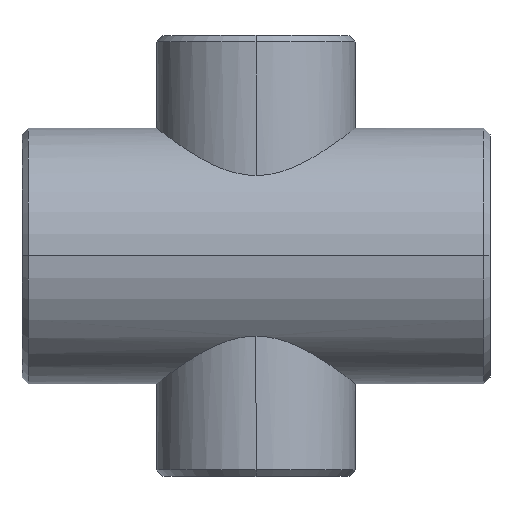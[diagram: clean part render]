
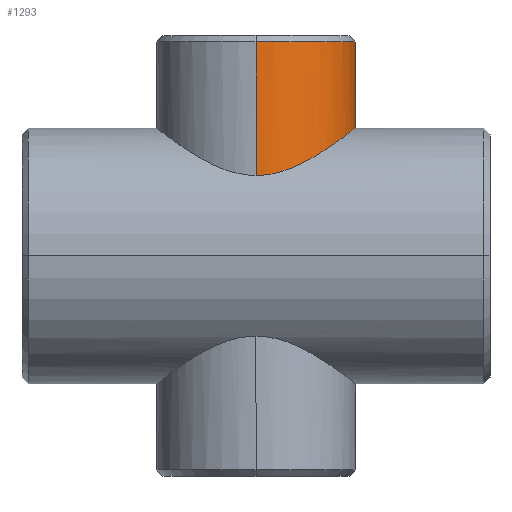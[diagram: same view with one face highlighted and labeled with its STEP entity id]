
A CAD part, top view. The second image highlights one B-rep face of the part: STEP entity #1293.
In plain terms, the highlighted cylindrical face has radius 44.45 mm (diameter 88.9 mm), a partial arc.
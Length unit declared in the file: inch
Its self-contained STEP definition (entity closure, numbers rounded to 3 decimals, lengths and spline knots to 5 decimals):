
#4 = CARTESIAN_POINT ( 'NONE',  ( 0.73559, 1.59393, 1.58814 ) ) ;
#10 = CARTESIAN_POINT ( 'NONE',  ( 0.7102, 1.58235, 1.59966 ) ) ;
#14 = CARTESIAN_POINT ( 'NONE',  ( 1.26588, 1.89796, 1.20864 ) ) ;
#19 = CARTESIAN_POINT ( 'NONE',  ( 1.70015, 2.21144, 0.41895 ) ) ;
#36 = CARTESIAN_POINT ( 'NONE',  ( 0., 1.41421, 1.75 ) ) ;
#43 = EDGE_LOOP ( 'NONE', ( #744, #945, #1092, #108 ) ) ;
#44 = CARTESIAN_POINT ( 'NONE',  ( 1.2675, 1.89886, -1.20787 ) ) ;
#59 = CARTESIAN_POINT ( 'NONE',  ( 0.47, 1.49002, -1.68596 ) ) ;
#62 = EDGE_CURVE ( 'NONE', #575, #74, #804, .T. ) ;
#74 = VERTEX_POINT ( 'NONE', #36 ) ;
#104 = CARTESIAN_POINT ( 'NONE',  ( 0.2406, 1.43011, 1.73744 ) ) ;
#108 = ORIENTED_EDGE ( 'NONE', *, *, #1029, .F. ) ;
#110 = CARTESIAN_POINT ( 'NONE',  ( 0.58011, 1.52772, 1.65204 ) ) ;
#114 = CARTESIAN_POINT ( 'NONE',  ( 1.14959, 1.82157, 1.32395 ) ) ;
#121 = CARTESIAN_POINT ( 'NONE',  ( 1.65827, 2.17941, 0.55991 ) ) ;
#128 = CARTESIAN_POINT ( 'NONE',  ( 0.38578, 1.46562, 1.70721 ) ) ;
#140 = CARTESIAN_POINT ( 'NONE',  ( 1.75006, 2.25005, -0.05824 ) ) ;
#148 = CARTESIAN_POINT ( 'NONE',  ( 1.55791, 2.10404, -0.79766 ) ) ;
#160 = CARTESIAN_POINT ( 'NONE',  ( 1.71855, 2.22562, 0.33163 ) ) ;
#221 = CARTESIAN_POINT ( 'NONE',  ( 0., 1.41421, -1.75 ) ) ;
#228 = CARTESIAN_POINT ( 'NONE',  ( 0.06122, 1.41421, -1.75 ) ) ;
#233 = CARTESIAN_POINT ( 'NONE',  ( 1.73333, 2.23706, 0.24282 ) ) ;
#243 = CARTESIAN_POINT ( 'NONE',  ( 0.49791, 1.49909, -1.67792 ) ) ;
#249 = CARTESIAN_POINT ( 'NONE',  ( 1.74704, 2.24769, -0.1182 ) ) ;
#254 = CARTESIAN_POINT ( 'NONE',  ( 0.24005, 1.43324, -1.73448 ) ) ;
#287 = VERTEX_POINT ( 'NONE', #906 ) ;
#296 = CARTESIAN_POINT ( 'NONE',  ( 0., 3.88, 0. ) ) ;
#301 = DIRECTION ( 'NONE',  ( 0., 0., -1. ) ) ;
#334 = CARTESIAN_POINT ( 'NONE',  ( 1.50326, 2.06384, -0.89774 ) ) ;
#340 = CARTESIAN_POINT ( 'NONE',  ( 1.72479, 2.23045, -0.29751 ) ) ;
#357 = CARTESIAN_POINT ( 'NONE',  ( 1.58335, 2.12295, -0.74588 ) ) ;
#406 = CARTESIAN_POINT ( 'NONE',  ( 1.55913, 2.10475, 0.80322 ) ) ;
#411 = CARTESIAN_POINT ( 'NONE',  ( 1.30326, 1.9231, 1.16823 ) ) ;
#413 = B_SPLINE_CURVE_WITH_KNOTS ( 'NONE', 3,
 ( #813, #601, #104, #128, #619, #1027, #1044, #110, #933, #10, #4, #504, #500, #920, #915, #1031, #114, #520, #14, #411, #939, #818, #833, #1251, #406, #1236, #418, #613, #121, #515, #19, #160, #865, #233, #1179, #634, #1061, #140, #249, #874, #855, #340, #960, #653, #1287, #1273, #357, #148, #545, #334, #968, #1265, #647, #553, #44, #745, #1167, #839, #527, #1052, #460, #533, #446, #243, #59, #754, #1160, #453, #254, #978, #228, #1073 ),
 .UNSPECIFIED., .F., .F.,
 ( 4, 2, 2, 2, 2, 2, 2, 2, 2, 2, 2, 2, 2, 2, 2, 2, 2, 2, 2, 2, 2, 2, 2, 2, 2, 2, 2, 2, 2, 2, 2, 2, 2, 2, 2, 4 ),
 ( 0.14607, 0.1552, 0.15748, 0.15977, 0.16433, 0.16661, 0.16889, 0.17346, 0.18259, 0.18487, 0.18715, 0.19172, 0.20085, 0.20313, 0.20541, 0.20997, 0.21226, 0.21454, 0.2191, 0.22367, 0.22595, 0.22823, 0.23736, 0.23964, 0.24192, 0.24649, 0.25105, 0.25562, 0.26475, 0.26931, 0.27387, 0.27844, 0.28072, 0.283, 0.28757, 0.29213 ),
 .UNSPECIFIED. ) ;
#418 = CARTESIAN_POINT ( 'NONE',  ( 1.62808, 2.15652, 0.64244 ) ) ;
#428 = EDGE_CURVE ( 'NONE', #287, #575, #1036, .T. ) ;
#446 = CARTESIAN_POINT ( 'NONE',  ( 0.58014, 1.52772, -1.65204 ) ) ;
#453 = CARTESIAN_POINT ( 'NONE',  ( 0.29842, 1.44428, -1.72537 ) ) ;
#454 = DIRECTION ( 'NONE',  ( 0., -1., 0. ) ) ;
#460 = CARTESIAN_POINT ( 'NONE',  ( 0.73595, 1.59357, -1.58871 ) ) ;
#500 = CARTESIAN_POINT ( 'NONE',  ( 0.8105, 1.62987, 1.55125 ) ) ;
#504 = CARTESIAN_POINT ( 'NONE',  ( 0.78572, 1.61767, 1.56395 ) ) ;
#515 = CARTESIAN_POINT ( 'NONE',  ( 1.68504, 2.19983, 0.476 ) ) ;
#520 = CARTESIAN_POINT ( 'NONE',  ( 1.24681, 1.88529, 1.2283 ) ) ;
#527 = CARTESIAN_POINT ( 'NONE',  ( 0.8829, 1.66666, -1.51197 ) ) ;
#533 = CARTESIAN_POINT ( 'NONE',  ( 0.63311, 1.54877, -1.63242 ) ) ;
#545 = CARTESIAN_POINT ( 'NONE',  ( 1.54464, 2.09424, -0.82304 ) ) ;
#553 = CARTESIAN_POINT ( 'NONE',  ( 1.30491, 1.92409, -1.1674 ) ) ;
#563 = AXIS2_PLACEMENT_3D ( 'NONE', #296, #698, #301 ) ;
#575 = VERTEX_POINT ( 'NONE', #955 ) ;
#601 = CARTESIAN_POINT ( 'NONE',  ( 0.12185, 1.41421, 1.75 ) ) ;
#613 = CARTESIAN_POINT ( 'NONE',  ( 1.64866, 2.1721, 0.5876 ) ) ;
#619 = CARTESIAN_POINT ( 'NONE',  ( 0.41441, 1.47344, 1.70047 ) ) ;
#634 = CARTESIAN_POINT ( 'NONE',  ( 1.74678, 2.2475, 0.12217 ) ) ;
#647 = CARTESIAN_POINT ( 'NONE',  ( 1.37643, 1.97329, -1.08214 ) ) ;
#653 = CARTESIAN_POINT ( 'NONE',  ( 1.68886, 2.20273, -0.47393 ) ) ;
#698 = DIRECTION ( 'NONE',  ( 0., -1., 0. ) ) ;
#729 = CARTESIAN_POINT ( 'NONE',  ( 0., 3.88, -1.75 ) ) ;
#738 = CARTESIAN_POINT ( 'NONE',  ( 0., 3.76767, 0. ) ) ;
#744 = ORIENTED_EDGE ( 'NONE', *, *, #428, .T. ) ;
#745 = CARTESIAN_POINT ( 'NONE',  ( 1.1507, 1.82227, -1.32301 ) ) ;
#754 = CARTESIAN_POINT ( 'NONE',  ( 0.41328, 1.47311, -1.70075 ) ) ;
#804 = LINE ( 'NONE', #1158, #1060 ) ;
#813 = CARTESIAN_POINT ( 'NONE',  ( 0., 1.41421, 1.75 ) ) ;
#818 = CARTESIAN_POINT ( 'NONE',  ( 1.37521, 1.97244, 1.08368 ) ) ;
#833 = CARTESIAN_POINT ( 'NONE',  ( 1.4089, 1.99612, 1.03953 ) ) ;
#839 = CARTESIAN_POINT ( 'NONE',  ( 0.93026, 1.69233, -1.48328 ) ) ;
#855 = CARTESIAN_POINT ( 'NONE',  ( 1.73403, 2.2376, -0.23782 ) ) ;
#865 = CARTESIAN_POINT ( 'NONE',  ( 1.72397, 2.22981, 0.30223 ) ) ;
#874 = CARTESIAN_POINT ( 'NONE',  ( 1.73786, 2.24057, -0.20794 ) ) ;
#906 = CARTESIAN_POINT ( 'NONE',  ( 0., 3.76767, -1.75 ) ) ;
#915 = CARTESIAN_POINT ( 'NONE',  ( 0.93045, 1.69244, 1.48314 ) ) ;
#920 = CARTESIAN_POINT ( 'NONE',  ( 0.88362, 1.66704, 1.51155 ) ) ;
#933 = CARTESIAN_POINT ( 'NONE',  ( 0.63298, 1.54871, 1.63247 ) ) ;
#939 = CARTESIAN_POINT ( 'NONE',  ( 1.32162, 1.93559, 1.14743 ) ) ;
#945 = ORIENTED_EDGE ( 'NONE', *, *, #62, .T. ) ;
#946 = LINE ( 'NONE', #729, #980 ) ;
#954 = DIRECTION ( 'NONE',  ( 0., -1., 0. ) ) ;
#955 = CARTESIAN_POINT ( 'NONE',  ( 0., 3.76767, 1.75 ) ) ;
#960 = CARTESIAN_POINT ( 'NONE',  ( 1.71938, 2.22627, -0.32729 ) ) ;
#968 = CARTESIAN_POINT ( 'NONE',  ( 1.47358, 2.04229, -0.94562 ) ) ;
#978 = CARTESIAN_POINT ( 'NONE',  ( 0.12147, 1.4182, -1.7468 ) ) ;
#980 = VECTOR ( 'NONE', #954, 39.37008 ) ;
#1001 = VERTEX_POINT ( 'NONE', #221 ) ;
#1007 = EDGE_CURVE ( 'NONE', #74, #1001, #413, .T. ) ;
#1019 = AXIS2_PLACEMENT_3D ( 'NONE', #738, #454, #1281 ) ;
#1027 = CARTESIAN_POINT ( 'NONE',  ( 0.47067, 1.49024, 1.68577 ) ) ;
#1029 = EDGE_CURVE ( 'NONE', #287, #1001, #946, .T. ) ;
#1031 = CARTESIAN_POINT ( 'NONE',  ( 1.06591, 1.76936, 1.39218 ) ) ;
#1036 = CIRCLE ( 'NONE', #1019, 1.75 ) ;
#1044 = CARTESIAN_POINT ( 'NONE',  ( 0.49834, 1.49923, 1.67779 ) ) ;
#1052 = CARTESIAN_POINT ( 'NONE',  ( 0.78583, 1.61734, -1.56462 ) ) ;
#1060 = VECTOR ( 'NONE', #1248, 39.37008 ) ;
#1061 = CARTESIAN_POINT ( 'NONE',  ( 1.74994, 2.24995, 0.06195 ) ) ;
#1073 = CARTESIAN_POINT ( 'NONE',  ( 0., 1.41421, -1.75 ) ) ;
#1092 = ORIENTED_EDGE ( 'NONE', *, *, #1007, .T. ) ;
#1158 = CARTESIAN_POINT ( 'NONE',  ( 0., 3.88, 1.75 ) ) ;
#1160 = CARTESIAN_POINT ( 'NONE',  ( 0.38472, 1.46534, -1.70744 ) ) ;
#1167 = CARTESIAN_POINT ( 'NONE',  ( 1.0667, 1.76982, -1.39164 ) ) ;
#1169 = FACE_OUTER_BOUND ( 'NONE', #43, .T. ) ;
#1179 = CARTESIAN_POINT ( 'NONE',  ( 1.73729, 2.24013, 0.21271 ) ) ;
#1218 = CYLINDRICAL_SURFACE ( 'NONE', #563, 1.75 ) ;
#1236 = CARTESIAN_POINT ( 'NONE',  ( 1.61706, 2.14822, 0.66967 ) ) ;
#1248 = DIRECTION ( 'NONE',  ( 0., -1., 0. ) ) ;
#1251 = CARTESIAN_POINT ( 'NONE',  ( 1.50386, 2.06388, 0.90186 ) ) ;
#1265 = CARTESIAN_POINT ( 'NONE',  ( 1.41016, 1.99701, -1.03782 ) ) ;
#1273 = CARTESIAN_POINT ( 'NONE',  ( 1.59555, 2.13207, -0.71942 ) ) ;
#1281 = DIRECTION ( 'NONE',  ( 0., 0., 1. ) ) ;
#1287 = CARTESIAN_POINT ( 'NONE',  ( 1.65316, 2.17532, -0.58575 ) ) ;
#1293 = ADVANCED_FACE ( 'NONE', ( #1169 ), #1218, .T. ) ;
